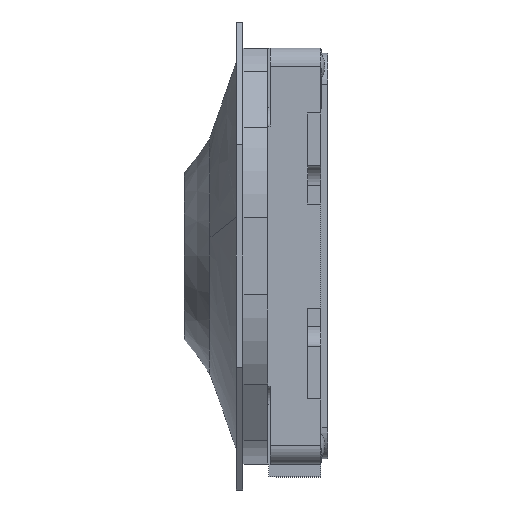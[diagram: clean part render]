
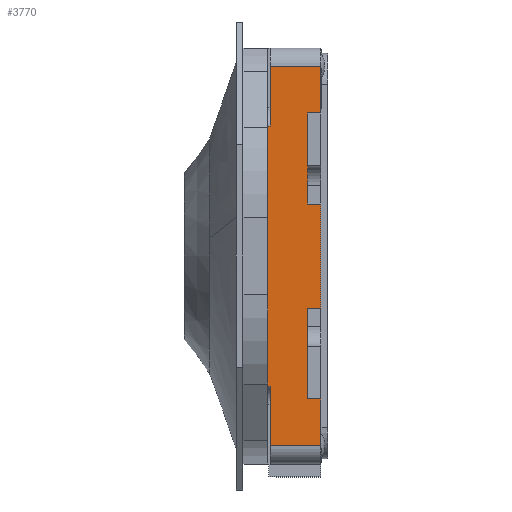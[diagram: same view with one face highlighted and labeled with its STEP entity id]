
A CAD part, left-side view. The second image highlights one B-rep face of the part: STEP entity #3770.
In plain terms, the highlighted planar face has unit normal (-1, 0, 0).
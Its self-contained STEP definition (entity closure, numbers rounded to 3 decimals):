
#144=PLANE('',#4060);
#423=LINE('',#6040,#862);
#428=LINE('',#6052,#867);
#446=LINE('',#6099,#885);
#447=LINE('',#6104,#886);
#448=LINE('',#6106,#887);
#449=LINE('',#6108,#888);
#450=LINE('',#6109,#889);
#451=LINE('',#6111,#890);
#452=LINE('',#6113,#891);
#453=LINE('',#6115,#892);
#454=LINE('',#6117,#893);
#455=LINE('',#6119,#894);
#456=LINE('',#6121,#895);
#457=LINE('',#6122,#896);
#458=LINE('',#6124,#897);
#459=LINE('',#6125,#898);
#862=VECTOR('',#4706,1000.);
#867=VECTOR('',#4713,1000.);
#885=VECTOR('',#4743,1000.);
#886=VECTOR('',#4750,1000.);
#887=VECTOR('',#4751,1000.);
#888=VECTOR('',#4752,1000.);
#889=VECTOR('',#4753,1000.);
#890=VECTOR('',#4754,1000.);
#891=VECTOR('',#4755,1000.);
#892=VECTOR('',#4756,1000.);
#893=VECTOR('',#4757,1000.);
#894=VECTOR('',#4758,1000.);
#895=VECTOR('',#4759,1000.);
#896=VECTOR('',#4760,1000.);
#897=VECTOR('',#4761,1000.);
#898=VECTOR('',#4762,1000.);
#1209=FACE_OUTER_BOUND('',#1422,.T.);
#1422=EDGE_LOOP('',(#3103,#3104,#3105,#3106,#3107,#3108,#3109,#3110,#3111,
#3112,#3113,#3114,#3115,#3116,#3117,#3118));
#1816=VERTEX_POINT('',#6029);
#1820=VERTEX_POINT('',#6037);
#1821=VERTEX_POINT('',#6039);
#1826=VERTEX_POINT('',#6049);
#1827=VERTEX_POINT('',#6051);
#1850=VERTEX_POINT('',#6097);
#1851=VERTEX_POINT('',#6103);
#1852=VERTEX_POINT('',#6105);
#1853=VERTEX_POINT('',#6107);
#1854=VERTEX_POINT('',#6110);
#1855=VERTEX_POINT('',#6112);
#1856=VERTEX_POINT('',#6114);
#1857=VERTEX_POINT('',#6116);
#1858=VERTEX_POINT('',#6118);
#1859=VERTEX_POINT('',#6120);
#1860=VERTEX_POINT('',#6123);
#2272=EDGE_CURVE('',#1821,#1820,#423,.T.);
#2278=EDGE_CURVE('',#1827,#1826,#428,.T.);
#2302=EDGE_CURVE('',#1816,#1850,#446,.T.);
#2303=EDGE_CURVE('',#1821,#1851,#447,.T.);
#2304=EDGE_CURVE('',#1852,#1820,#448,.T.);
#2305=EDGE_CURVE('',#1853,#1852,#449,.T.);
#2306=EDGE_CURVE('',#1816,#1853,#450,.T.);
#2307=EDGE_CURVE('',#1854,#1850,#451,.T.);
#2308=EDGE_CURVE('',#1855,#1854,#452,.T.);
#2309=EDGE_CURVE('',#1856,#1855,#453,.T.);
#2310=EDGE_CURVE('',#1857,#1856,#454,.T.);
#2311=EDGE_CURVE('',#1858,#1857,#455,.T.);
#2312=EDGE_CURVE('',#1859,#1858,#456,.T.);
#2313=EDGE_CURVE('',#1827,#1859,#457,.T.);
#2314=EDGE_CURVE('',#1860,#1826,#458,.T.);
#2315=EDGE_CURVE('',#1851,#1860,#459,.T.);
#3103=ORIENTED_EDGE('',*,*,#2303,.F.);
#3104=ORIENTED_EDGE('',*,*,#2272,.T.);
#3105=ORIENTED_EDGE('',*,*,#2304,.F.);
#3106=ORIENTED_EDGE('',*,*,#2305,.F.);
#3107=ORIENTED_EDGE('',*,*,#2306,.F.);
#3108=ORIENTED_EDGE('',*,*,#2302,.T.);
#3109=ORIENTED_EDGE('',*,*,#2307,.F.);
#3110=ORIENTED_EDGE('',*,*,#2308,.F.);
#3111=ORIENTED_EDGE('',*,*,#2309,.F.);
#3112=ORIENTED_EDGE('',*,*,#2310,.F.);
#3113=ORIENTED_EDGE('',*,*,#2311,.F.);
#3114=ORIENTED_EDGE('',*,*,#2312,.F.);
#3115=ORIENTED_EDGE('',*,*,#2313,.F.);
#3116=ORIENTED_EDGE('',*,*,#2278,.T.);
#3117=ORIENTED_EDGE('',*,*,#2314,.F.);
#3118=ORIENTED_EDGE('',*,*,#2315,.F.);
#3770=ADVANCED_FACE('',(#1209),#144,.F.);
#4060=AXIS2_PLACEMENT_3D('',#6102,#4748,#4749);
#4706=DIRECTION('',(0.,0.,1.));
#4713=DIRECTION('',(0.,0.,1.));
#4743=DIRECTION('',(0.,0.,1.));
#4748=DIRECTION('center_axis',(1.,0.,0.));
#4749=DIRECTION('ref_axis',(0.,0.,-1.));
#4750=DIRECTION('',(0.,1.,0.));
#4751=DIRECTION('',(0.,-1.,0.));
#4752=DIRECTION('',(0.,0.,-1.));
#4753=DIRECTION('',(0.,1.,0.));
#4754=DIRECTION('',(0.,-1.,0.));
#4755=DIRECTION('',(0.,0.,1.));
#4756=DIRECTION('',(0.,-1.,0.));
#4757=DIRECTION('',(0.,0.,1.));
#4758=DIRECTION('',(0.,1.,0.));
#4759=DIRECTION('',(0.,0.,1.));
#4760=DIRECTION('',(0.,1.,0.));
#4761=DIRECTION('',(0.,-1.,0.));
#4762=DIRECTION('',(0.,0.,-1.));
#6029=CARTESIAN_POINT('',(-1.3,0.,0.55));
#6037=CARTESIAN_POINT('',(-1.3,0.,0.2));
#6039=CARTESIAN_POINT('',(-1.3,0.,-0.2));
#6040=CARTESIAN_POINT('',(-1.3,0.,2.675));
#6049=CARTESIAN_POINT('',(-1.3,0.,-0.55));
#6051=CARTESIAN_POINT('',(-1.3,0.,-0.73));
#6052=CARTESIAN_POINT('',(-1.3,0.,2.675));
#6097=CARTESIAN_POINT('',(-1.3,0.,0.73));
#6099=CARTESIAN_POINT('',(-1.3,0.,2.675));
#6102=CARTESIAN_POINT('Origin',(-1.3,0.31,0.73));
#6103=CARTESIAN_POINT('',(-1.3,0.05,-0.2));
#6104=CARTESIAN_POINT('',(-1.3,0.31,-0.2));
#6105=CARTESIAN_POINT('',(-1.3,0.05,0.2));
#6106=CARTESIAN_POINT('',(-1.3,0.31,0.2));
#6107=CARTESIAN_POINT('',(-1.3,0.05,0.55));
#6108=CARTESIAN_POINT('',(-1.3,0.05,0.73));
#6109=CARTESIAN_POINT('',(-1.3,0.31,0.55));
#6110=CARTESIAN_POINT('',(-1.3,0.195,0.73));
#6111=CARTESIAN_POINT('',(-1.3,0.31,0.73));
#6112=CARTESIAN_POINT('',(-1.3,0.195,0.5));
#6113=CARTESIAN_POINT('',(-1.3,0.195,0.73));
#6114=CARTESIAN_POINT('',(-1.3,0.205,0.5));
#6115=CARTESIAN_POINT('',(-1.3,0.31,0.5));
#6116=CARTESIAN_POINT('',(-1.3,0.205,-0.5));
#6117=CARTESIAN_POINT('',(-1.3,0.205,0.73));
#6118=CARTESIAN_POINT('',(-1.3,0.195,-0.5));
#6119=CARTESIAN_POINT('',(-1.3,0.31,-0.5));
#6120=CARTESIAN_POINT('',(-1.3,0.195,-0.73));
#6121=CARTESIAN_POINT('',(-1.3,0.195,0.73));
#6122=CARTESIAN_POINT('',(-1.3,0.31,-0.73));
#6123=CARTESIAN_POINT('',(-1.3,0.05,-0.55));
#6124=CARTESIAN_POINT('',(-1.3,0.31,-0.55));
#6125=CARTESIAN_POINT('',(-1.3,0.05,0.73));
